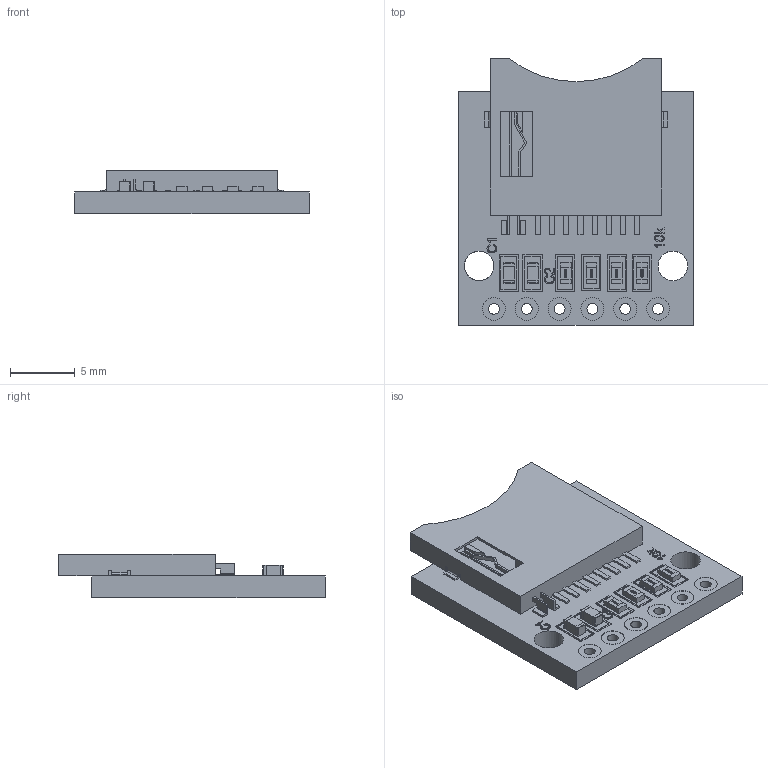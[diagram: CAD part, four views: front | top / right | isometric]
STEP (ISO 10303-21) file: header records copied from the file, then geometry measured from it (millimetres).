
FILE_DESCRIPTION(/* description */ ('Unknown'),/* implementation_level */ '2;1');
FILE_NAME(/* name */ 'SD Card Module - 1',/* time_stamp */ '2020-09-07T02:17:52-04:00',/* author */ ('Unknown'),/* organization */ ('Unknown'),/* preprocessor_version */ 'ST-DEVELOPER v16.7',/* originating_system */ 'Solid Edge',/* authorisation */ 'Unknown');
FILE_SCHEMA (('AUTOMOTIVE_DESIGN {1 0 10303 214 3 1 1}'));
Length unit declared in the file: millimetre
Products named in the file (5): SD Card Module - 1; Micro SD Module - 1; MicroSD; 0603 Capacitor; 0603 Resistor
Assembly tree (8 placements, depth 2):
  SD Card Module - 1
    Micro SD Module - 1
    MicroSD
    0603 Capacitor  x2
    0603 Resistor  x4
Bounding box: 18.11 x 20.62 x 3.4 mm (x, y, z)
Volume: 720.8 mm3; surface area: 1442.5 mm2
Topology: 8 solids, 28 shells, 803 faces, 1926 edges, 1278 vertices
Faces by surface type: plane 616, bspline 121, cylinder 64, torus 2
Full cylindrical faces by diameter (mm): 0.838 x6, 1.45 x2, 1.778 x12, 1.905 x2, 2.286 x2
Entity records: 28147 total; most frequent: CARTESIAN_POINT 9170, ORIENTED_EDGE 3170, DIRECTION 2244, EDGE_CURVE 1585, VERTEX_POINT 1079, LINE 858, VECTOR 858, EDGE_LOOP 810
